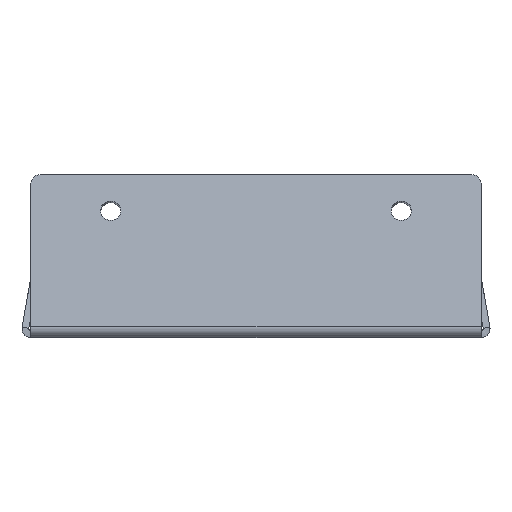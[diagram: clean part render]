
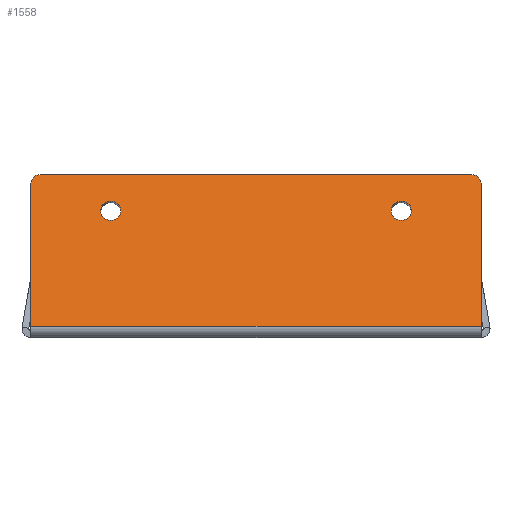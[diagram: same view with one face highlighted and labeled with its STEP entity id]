
A CAD part, front view. The second image highlights one B-rep face of the part: STEP entity #1558.
In plain terms, the highlighted planar face has unit normal (0, -0.966, 0.259).
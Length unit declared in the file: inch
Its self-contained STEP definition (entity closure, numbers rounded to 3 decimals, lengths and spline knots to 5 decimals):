
#51 = CARTESIAN_POINT ( 'NONE',  ( 1.0625, 0.29785, 1.60037 ) ) ;
#146 = AXIS2_PLACEMENT_3D ( 'NONE', #415, #1308, #610 ) ;
#152 = CARTESIAN_POINT ( 'NONE',  ( 0., -0.11495, 0.0598 ) ) ;
#157 = CIRCLE ( 'NONE', #560, 0.125 ) ;
#176 = EDGE_CURVE ( 'NONE', #782, #995, #2003, .T. ) ;
#190 = FACE_OUTER_BOUND ( 'NONE', #870, .T. ) ;
#283 = EDGE_CURVE ( 'NONE', #1829, #1832, #2060, .T. ) ;
#288 = CARTESIAN_POINT ( 'NONE',  ( 4.9375, 0.29785, 1.60037 ) ) ;
#324 = ORIENTED_EDGE ( 'NONE', *, *, #176, .T. ) ;
#343 = VERTEX_POINT ( 'NONE', #871 ) ;
#370 = CARTESIAN_POINT ( 'NONE',  ( 4.9375, 0.26343, 1.4719 ) ) ;
#394 = DIRECTION ( 'NONE',  ( 0., -0.966, 0.259 ) ) ;
#413 = AXIS2_PLACEMENT_3D ( 'NONE', #731, #394, #1090 ) ;
#415 = CARTESIAN_POINT ( 'NONE',  ( 1.0625, 0.29785, 1.60037 ) ) ;
#425 = EDGE_CURVE ( 'NONE', #641, #1532, #1414, .T. ) ;
#486 = AXIS2_PLACEMENT_3D ( 'NONE', #1076, #1063, #1769 ) ;
#493 = ORIENTED_EDGE ( 'NONE', *, *, #1515, .T. ) ;
#503 = CARTESIAN_POINT ( 'NONE',  ( 4.9375, 0.29785, 1.60037 ) ) ;
#529 = CIRCLE ( 'NONE', #413, 0.125 ) ;
#560 = AXIS2_PLACEMENT_3D ( 'NONE', #826, #1141, #1833 ) ;
#567 = EDGE_CURVE ( 'NONE', #995, #782, #629, .T. ) ;
#576 = DIRECTION ( 'NONE',  ( -1., 0., 0. ) ) ;
#610 = DIRECTION ( 'NONE',  ( 0., 0.259, 0.966 ) ) ;
#629 = CIRCLE ( 'NONE', #2004, 0.133 ) ;
#641 = VERTEX_POINT ( 'NONE', #1848 ) ;
#731 = CARTESIAN_POINT ( 'NONE',  ( 0.125, 0.39491, 1.96259 ) ) ;
#782 = VERTEX_POINT ( 'NONE', #1068 ) ;
#818 = VECTOR ( 'NONE', #1633, 39.37008 ) ;
#826 = CARTESIAN_POINT ( 'NONE',  ( 5.875, 0.39491, 1.96259 ) ) ;
#858 = VECTOR ( 'NONE', #576, 39.37008 ) ;
#870 = EDGE_LOOP ( 'NONE', ( #1425, #1244, #2024, #1440, #1455, #1730 ) ) ;
#871 = CARTESIAN_POINT ( 'NONE',  ( 4.9375, 0.33227, 1.72884 ) ) ;
#894 = PLANE ( 'NONE',  #486 ) ;
#936 = EDGE_LOOP ( 'NONE', ( #1526, #493 ) ) ;
#955 = VERTEX_POINT ( 'NONE', #1375 ) ;
#995 = VERTEX_POINT ( 'NONE', #1870 ) ;
#1025 = DIRECTION ( 'NONE',  ( 0., 0.966, -0.259 ) ) ;
#1039 = DIRECTION ( 'NONE',  ( 0., 0.259, 0.966 ) ) ;
#1062 = CARTESIAN_POINT ( 'NONE',  ( 0., 0.42726, 2.08333 ) ) ;
#1063 = DIRECTION ( 'NONE',  ( 0., 0.966, -0.259 ) ) ;
#1068 = CARTESIAN_POINT ( 'NONE',  ( 1.0625, 0.33227, 1.72884 ) ) ;
#1076 = CARTESIAN_POINT ( 'NONE',  ( 0., -0.12473, 0.02329 ) ) ;
#1090 = DIRECTION ( 'NONE',  ( 0., 0.259, 0.966 ) ) ;
#1100 = VECTOR ( 'NONE', #1601, 39.37008 ) ;
#1102 = DIRECTION ( 'NONE',  ( 0., 0.259, 0.966 ) ) ;
#1141 = DIRECTION ( 'NONE',  ( 0., -0.966, 0.259 ) ) ;
#1151 = VERTEX_POINT ( 'NONE', #370 ) ;
#1184 = CIRCLE ( 'NONE', #1834, 0.133 ) ;
#1203 = DIRECTION ( 'NONE',  ( 0., 0.966, -0.259 ) ) ;
#1244 = ORIENTED_EDGE ( 'NONE', *, *, #1954, .T. ) ;
#1303 = EDGE_CURVE ( 'NONE', #1617, #641, #157, .T. ) ;
#1308 = DIRECTION ( 'NONE',  ( 0., 0.966, -0.259 ) ) ;
#1311 = EDGE_LOOP ( 'NONE', ( #324, #1843 ) ) ;
#1352 = CARTESIAN_POINT ( 'NONE',  ( 0., -0.12473, 0.02329 ) ) ;
#1360 = CIRCLE ( 'NONE', #1576, 0.133 ) ;
#1375 = CARTESIAN_POINT ( 'NONE',  ( 6., -0.11495, 0.0598 ) ) ;
#1414 = LINE ( 'NONE', #1062, #1100 ) ;
#1415 = CARTESIAN_POINT ( 'NONE',  ( 0., -0.11495, 0.0598 ) ) ;
#1425 = ORIENTED_EDGE ( 'NONE', *, *, #425, .T. ) ;
#1440 = ORIENTED_EDGE ( 'NONE', *, *, #1608, .F. ) ;
#1455 = ORIENTED_EDGE ( 'NONE', *, *, #1726, .T. ) ;
#1489 = DIRECTION ( 'NONE',  ( 0., 0.966, -0.259 ) ) ;
#1500 = LINE ( 'NONE', #1986, #818 ) ;
#1515 = EDGE_CURVE ( 'NONE', #1151, #343, #1360, .T. ) ;
#1517 = DIRECTION ( 'NONE',  ( 0., -0.259, -0.966 ) ) ;
#1526 = ORIENTED_EDGE ( 'NONE', *, *, #1789, .T. ) ;
#1532 = VERTEX_POINT ( 'NONE', #1921 ) ;
#1558 = ADVANCED_FACE ( 'NONE', ( #1777, #1571, #190 ), #894, .F. ) ;
#1571 = FACE_BOUND ( 'NONE', #1311, .T. ) ;
#1576 = AXIS2_PLACEMENT_3D ( 'NONE', #503, #1203, #1889 ) ;
#1584 = LINE ( 'NONE', #1415, #858 ) ;
#1601 = DIRECTION ( 'NONE',  ( -1., 0., 0. ) ) ;
#1608 = EDGE_CURVE ( 'NONE', #955, #1832, #1584, .T. ) ;
#1617 = VERTEX_POINT ( 'NONE', #1961 ) ;
#1633 = DIRECTION ( 'NONE',  ( 0., 0.259, 0.966 ) ) ;
#1718 = CARTESIAN_POINT ( 'NONE',  ( 0., 0.39491, 1.96259 ) ) ;
#1726 = EDGE_CURVE ( 'NONE', #955, #1617, #1500, .T. ) ;
#1730 = ORIENTED_EDGE ( 'NONE', *, *, #1303, .T. ) ;
#1769 = DIRECTION ( 'NONE',  ( 0., 0.259, 0.966 ) ) ;
#1777 = FACE_BOUND ( 'NONE', #936, .T. ) ;
#1789 = EDGE_CURVE ( 'NONE', #343, #1151, #1184, .T. ) ;
#1829 = VERTEX_POINT ( 'NONE', #1718 ) ;
#1832 = VERTEX_POINT ( 'NONE', #152 ) ;
#1833 = DIRECTION ( 'NONE',  ( 0., 0.259, 0.966 ) ) ;
#1834 = AXIS2_PLACEMENT_3D ( 'NONE', #288, #1025, #1039 ) ;
#1843 = ORIENTED_EDGE ( 'NONE', *, *, #567, .T. ) ;
#1848 = CARTESIAN_POINT ( 'NONE',  ( 5.875, 0.42726, 2.08333 ) ) ;
#1870 = CARTESIAN_POINT ( 'NONE',  ( 1.0625, 0.26343, 1.4719 ) ) ;
#1889 = DIRECTION ( 'NONE',  ( 0., 0.259, 0.966 ) ) ;
#1921 = CARTESIAN_POINT ( 'NONE',  ( 0.125, 0.42726, 2.08333 ) ) ;
#1954 = EDGE_CURVE ( 'NONE', #1532, #1829, #529, .T. ) ;
#1961 = CARTESIAN_POINT ( 'NONE',  ( 6., 0.39491, 1.96259 ) ) ;
#1986 = CARTESIAN_POINT ( 'NONE',  ( 6., -0.12473, 0.02329 ) ) ;
#2003 = CIRCLE ( 'NONE', #146, 0.133 ) ;
#2004 = AXIS2_PLACEMENT_3D ( 'NONE', #51, #1489, #1102 ) ;
#2024 = ORIENTED_EDGE ( 'NONE', *, *, #283, .T. ) ;
#2060 = LINE ( 'NONE', #1352, #2227 ) ;
#2227 = VECTOR ( 'NONE', #1517, 39.37008 ) ;
